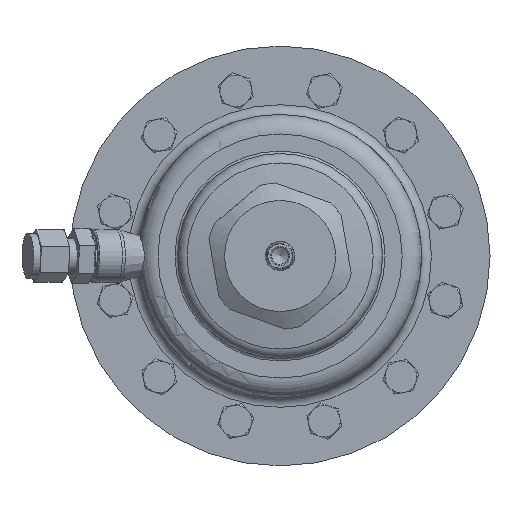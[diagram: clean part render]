
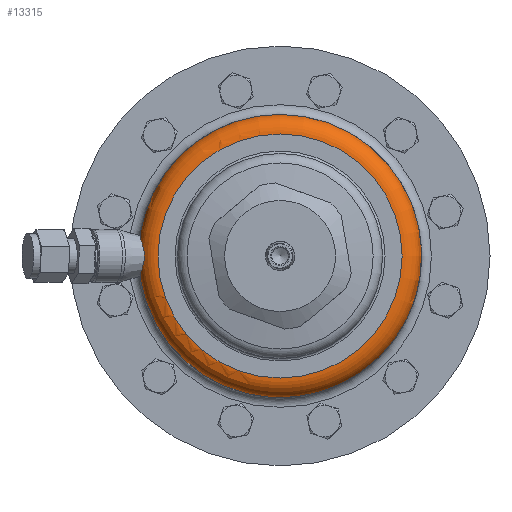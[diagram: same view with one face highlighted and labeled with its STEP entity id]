
A CAD part, front view. The second image highlights one B-rep face of the part: STEP entity #13315.
In plain terms, the highlighted toroidal (fillet/blend) face has major radius 50 mm and minor radius 8 mm.
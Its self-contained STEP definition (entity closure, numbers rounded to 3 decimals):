
#304 = CARTESIAN_POINT ( 'NONE',  ( 0., -387.322, 0. ) ) ;
#483 = AXIS2_PLACEMENT_3D ( 'NONE', #24807, #39707, #6250 ) ;
#1043 = CARTESIAN_POINT ( 'NONE',  ( -55.73, -384.875, -1.834 ) ) ;
#1281 = CARTESIAN_POINT ( 'NONE',  ( -56.417, -383.822, 4.813 ) ) ;
#1504 = CARTESIAN_POINT ( 'NONE',  ( -56.992, -382.45, 6.592 ) ) ;
#1739 = CARTESIAN_POINT ( 'NONE',  ( -56.656, -383.333, -5.57 ) ) ;
#1989 = CARTESIAN_POINT ( 'NONE',  ( -57.4, -379.766, -8.326 ) ) ;
#2741 = CARTESIAN_POINT ( 'NONE',  ( 0., -387.322, 50. ) ) ;
#4428 = DIRECTION ( 'NONE',  ( 0., 0., 1. ) ) ;
#4430 = VERTEX_POINT ( 'NONE', #22193 ) ;
#4938 = CARTESIAN_POINT ( 'NONE',  ( -55.602, -385.033, -0.466 ) ) ;
#5415 = CARTESIAN_POINT ( 'NONE',  ( -57.091, -382.118, 6.898 ) ) ;
#5644 = CARTESIAN_POINT ( 'NONE',  ( -55.628, -385.003, 0.93 ) ) ;
#6250 = DIRECTION ( 'NONE',  ( 0., 0., 1. ) ) ;
#8109 = AXIS2_PLACEMENT_3D ( 'NONE', #304, #34949, #4428 ) ;
#8624 = CARTESIAN_POINT ( 'NONE',  ( -57.213, -381.575, 7.319 ) ) ;
#8838 = VERTEX_POINT ( 'NONE', #18036 ) ;
#9119 = CARTESIAN_POINT ( 'NONE',  ( -56.989, -382.458, -6.584 ) ) ;
#9657 = CIRCLE ( 'NONE', #8109, 50. ) ;
#9733 = EDGE_LOOP ( 'NONE', ( #38831, #19001 ) ) ;
#9873 = ORIENTED_EDGE ( 'NONE', *, *, #40175, .F. ) ;
#11345 = DIRECTION ( 'NONE',  ( 0., -1., 0. ) ) ;
#12572 = CARTESIAN_POINT ( 'NONE',  ( -56.655, -383.336, 5.566 ) ) ;
#13071 = CARTESIAN_POINT ( 'NONE',  ( -55.628, -385.003, -0.925 ) ) ;
#13293 = CARTESIAN_POINT ( 'NONE',  ( -55.971, -384.548, -3.17 ) ) ;
#13315 = ADVANCED_FACE ( 'NONE', ( #36295, #46316 ), #36330, .T. ) ;
#13908 = EDGE_LOOP ( 'NONE', ( #9873 ) ) ;
#15270 = EDGE_CURVE ( 'NONE', #8838, #4430, #44480, .T. ) ;
#15993 = CARTESIAN_POINT ( 'NONE',  ( -57.31, -380.998, 7.703 ) ) ;
#16226 = CARTESIAN_POINT ( 'NONE',  ( -56.774, -383.058, 5.927 ) ) ;
#16451 = CARTESIAN_POINT ( 'NONE',  ( -57.089, -382.126, -6.892 ) ) ;
#16696 = CARTESIAN_POINT ( 'NONE',  ( -57.399, -379.766, 8.326 ) ) ;
#17301 = EDGE_CURVE ( 'NONE', #4430, #8838, #23384, .T. ) ;
#18036 = CARTESIAN_POINT ( 'NONE',  ( -57.377, -379.322, 8.477 ) ) ;
#19001 = ORIENTED_EDGE ( 'NONE', *, *, #15270, .T. ) ;
#19596 = CARTESIAN_POINT ( 'NONE',  ( -57.389, -380.191, 8.143 ) ) ;
#19854 = CARTESIAN_POINT ( 'NONE',  ( -56.478, -383.699, -5.004 ) ) ;
#20565 = CARTESIAN_POINT ( 'NONE',  ( -56.242, -384.125, -4.211 ) ) ;
#22193 = CARTESIAN_POINT ( 'NONE',  ( -57.377, -379.322, -8.477 ) ) ;
#23384 = CIRCLE ( 'NONE', #45215, 58. ) ;
#24215 = CARTESIAN_POINT ( 'NONE',  ( -55.97, -384.551, 3.163 ) ) ;
#24807 = CARTESIAN_POINT ( 'NONE',  ( 0., -379.322, 0. ) ) ;
#25217 = CARTESIAN_POINT ( 'NONE',  ( 0., -379.322, 0. ) ) ;
#25455 = DIRECTION ( 'NONE',  ( 0., 0., 1. ) ) ;
#27394 = CARTESIAN_POINT ( 'NONE',  ( -57.389, -380.198, -8.14 ) ) ;
#27645 = CARTESIAN_POINT ( 'NONE',  ( -56.298, -384.034, 4.419 ) ) ;
#27874 = CARTESIAN_POINT ( 'NONE',  ( -57.377, -379.322, -8.477 ) ) ;
#28121 = CARTESIAN_POINT ( 'NONE',  ( -57.315, -381.012, -7.706 ) ) ;
#30829 = CARTESIAN_POINT ( 'NONE',  ( -57.253, -381.397, -7.457 ) ) ;
#31060 = CARTESIAN_POINT ( 'NONE',  ( -56.075, -384.398, -3.595 ) ) ;
#31555 = CARTESIAN_POINT ( 'NONE',  ( -57.377, -379.322, 8.477 ) ) ;
#34515 = CARTESIAN_POINT ( 'NONE',  ( -55.795, -384.792, 2.287 ) ) ;
#34949 = DIRECTION ( 'NONE',  ( 0., -1., 0. ) ) ;
#34976 = CARTESIAN_POINT ( 'NONE',  ( -55.84, -384.731, -2.51 ) ) ;
#35460 = CARTESIAN_POINT ( 'NONE',  ( -56.417, -383.814, -4.809 ) ) ;
#35699 = VERTEX_POINT ( 'NONE', #2741 ) ;
#36295 = FACE_OUTER_BOUND ( 'NONE', #13908, .T. ) ;
#36330 = TOROIDAL_SURFACE ( 'NONE', #483, 50., 8. ) ;
#38831 = ORIENTED_EDGE ( 'NONE', *, *, #17301, .T. ) ;
#38850 = CARTESIAN_POINT ( 'NONE',  ( -55.725, -384.882, 1.841 ) ) ;
#39086 = CARTESIAN_POINT ( 'NONE',  ( -55.7, -384.913, -1.608 ) ) ;
#39707 = DIRECTION ( 'NONE',  ( 0., -1., 0. ) ) ;
#40175 = EDGE_CURVE ( 'NONE', #35699, #35699, #9657, .T. ) ;
#42049 = CARTESIAN_POINT ( 'NONE',  ( -55.602, -385.033, 0.461 ) ) ;
#42524 = CARTESIAN_POINT ( 'NONE',  ( -57.334, -380.8, 7.819 ) ) ;
#42751 = CARTESIAN_POINT ( 'NONE',  ( -56.075, -384.398, 3.595 ) ) ;
#44480 = B_SPLINE_CURVE_WITH_KNOTS ( 'NONE', 3,
 ( #31555, #16696, #19596, #42524, #15993, #46438, #8624, #5415, #1504, #16226, #12572, #1281, #27645, #42751, #24215, #34515, #38850, #5644, #42049, #4938, #13071, #39086, #1043, #46671, #34976, #13293, #31060, #20565, #45931, #35460, #19854, #1739, #46180, #9119, #16451, #30829, #28121, #27394, #1989, #27874 ),
 .UNSPECIFIED., .F., .F.,
 ( 4, 2, 2, 2, 2, 2, 2, 2, 2, 2, 2, 2, 2, 2, 2, 2, 2, 2, 2, 4 ),
 ( 0., 0.001, 0.002, 0.003, 0.004, 0.006, 0.007, 0.008, 0.01, 0.011, 0.012, 0.013, 0.014, 0.015, 0.016, 0.017, 0.018, 0.019, 0.021, 0.022 ),
 .UNSPECIFIED. ) ;
#45215 = AXIS2_PLACEMENT_3D ( 'NONE', #25217, #11345, #25455 ) ;
#45931 = CARTESIAN_POINT ( 'NONE',  ( -56.299, -384.027, -4.412 ) ) ;
#46180 = CARTESIAN_POINT ( 'NONE',  ( -56.773, -383.061, -5.923 ) ) ;
#46316 = FACE_OUTER_BOUND ( 'NONE', #9733, .T. ) ;
#46438 = CARTESIAN_POINT ( 'NONE',  ( -57.249, -381.385, 7.453 ) ) ;
#46671 = CARTESIAN_POINT ( 'NONE',  ( -55.8, -384.784, -2.285 ) ) ;
